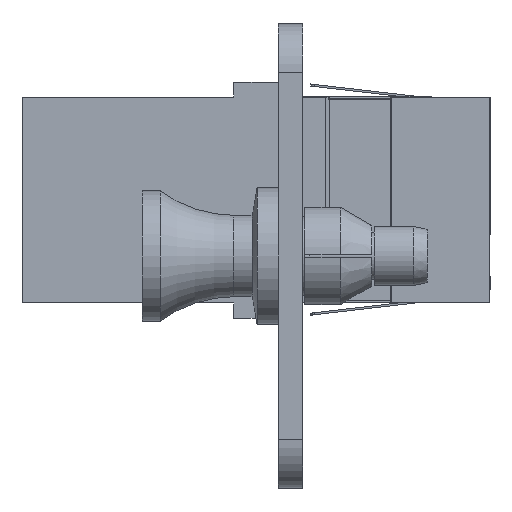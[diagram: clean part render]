
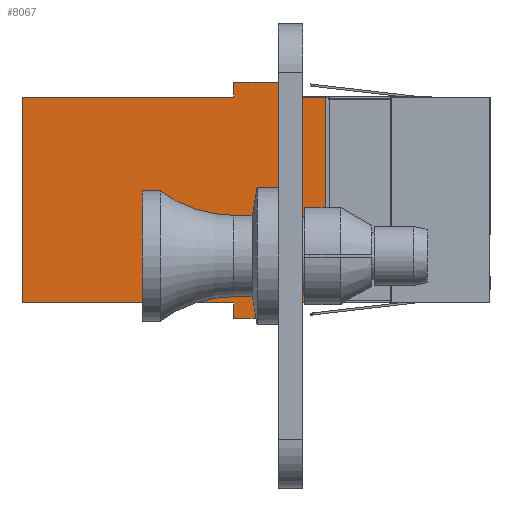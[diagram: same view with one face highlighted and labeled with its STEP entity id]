
A CAD part, left-side view. The second image highlights one B-rep face of the part: STEP entity #8067.
In plain terms, the highlighted face is planar.
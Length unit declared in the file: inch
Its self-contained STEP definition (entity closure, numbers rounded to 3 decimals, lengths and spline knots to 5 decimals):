
#11 = LINE ( 'NONE', #10986, #4622 ) ;
#224 = VECTOR ( 'NONE', #9917, 39.37008 ) ;
#234 = ORIENTED_EDGE ( 'NONE', *, *, #10464, .F. ) ;
#296 = VERTEX_POINT ( 'NONE', #6265 ) ;
#398 = CARTESIAN_POINT ( 'NONE',  ( 0.0548, -0.18307, -0.25295 ) ) ;
#402 = DIRECTION ( 'NONE',  ( -1., 0., 0. ) ) ;
#826 = VERTEX_POINT ( 'NONE', #7953 ) ;
#850 = DIRECTION ( 'NONE',  ( -1., 0., 0. ) ) ;
#856 = CARTESIAN_POINT ( 'NONE',  ( -0.1708, -0.18307, 0.24795 ) ) ;
#944 = VERTEX_POINT ( 'NONE', #6186 ) ;
#975 = VERTEX_POINT ( 'NONE', #1678 ) ;
#1082 = EDGE_CURVE ( 'NONE', #7713, #9842, #11557, .T. ) ;
#1236 = EDGE_CURVE ( 'NONE', #2130, #10921, #4638, .T. ) ;
#1401 = ORIENTED_EDGE ( 'NONE', *, *, #1082, .F. ) ;
#1643 = ORIENTED_EDGE ( 'NONE', *, *, #1236, .F. ) ;
#1678 = CARTESIAN_POINT ( 'NONE',  ( -0.0552, -0.18307, 0.29 ) ) ;
#1685 = EDGE_CURVE ( 'NONE', #10883, #9842, #3101, .T. ) ;
#1699 = VECTOR ( 'NONE', #5726, 39.37008 ) ;
#1781 = EDGE_CURVE ( 'NONE', #6105, #5715, #6420, .T. ) ;
#1923 = CARTESIAN_POINT ( 'NONE',  ( 0.0548, -0.18307, -0.25295 ) ) ;
#1925 = DIRECTION ( 'NONE',  ( 0., 0., -1. ) ) ;
#2088 = FACE_OUTER_BOUND ( 'NONE', #11750, .T. ) ;
#2130 = VERTEX_POINT ( 'NONE', #5350 ) ;
#2336 = CARTESIAN_POINT ( 'NONE',  ( 0.5748, -0.18307, -0.25295 ) ) ;
#2340 = CARTESIAN_POINT ( 'NONE',  ( 0.5748, -0.18307, 0.25295 ) ) ;
#2342 = CARTESIAN_POINT ( 'NONE',  ( 0.0548, -0.18307, -0.2887 ) ) ;
#2479 = CARTESIAN_POINT ( 'NONE',  ( 0.0548, -0.18307, 0.29 ) ) ;
#2618 = LINE ( 'NONE', #10588, #3662 ) ;
#2674 = VECTOR ( 'NONE', #402, 39.37008 ) ;
#2859 = VECTOR ( 'NONE', #4590, 39.37008 ) ;
#2900 = EDGE_CURVE ( 'NONE', #944, #975, #2618, .T. ) ;
#2945 = CARTESIAN_POINT ( 'NONE',  ( -0.1708, -0.18307, -0.2887 ) ) ;
#2949 = VERTEX_POINT ( 'NONE', #398 ) ;
#3064 = CARTESIAN_POINT ( 'NONE',  ( 0.5748, -0.18307, -0.25295 ) ) ;
#3101 = LINE ( 'NONE', #5376, #11608 ) ;
#3299 = ORIENTED_EDGE ( 'NONE', *, *, #1781, .F. ) ;
#3435 = LINE ( 'NONE', #2336, #7155 ) ;
#3516 = VECTOR ( 'NONE', #1925, 39.37008 ) ;
#3662 = VECTOR ( 'NONE', #4076, 39.37008 ) ;
#3673 = DIRECTION ( 'NONE',  ( 1., 0., 0. ) ) ;
#3749 = LINE ( 'NONE', #9023, #2859 ) ;
#3758 = DIRECTION ( 'NONE',  ( 0., 1., 0. ) ) ;
#3785 = DIRECTION ( 'NONE',  ( 0., 0., 1. ) ) ;
#3844 = LINE ( 'NONE', #3064, #2674 ) ;
#3888 = DIRECTION ( 'NONE',  ( 0., 0., 1. ) ) ;
#3897 = CARTESIAN_POINT ( 'NONE',  ( 0.5748, -0.18307, -0.25295 ) ) ;
#3924 = ORIENTED_EDGE ( 'NONE', *, *, #1685, .T. ) ;
#3971 = ORIENTED_EDGE ( 'NONE', *, *, #6452, .F. ) ;
#4076 = DIRECTION ( 'NONE',  ( 0., 0., 1. ) ) ;
#4311 = CARTESIAN_POINT ( 'NONE',  ( -0.0552, -0.18307, -0.2887 ) ) ;
#4383 = VERTEX_POINT ( 'NONE', #8982 ) ;
#4590 = DIRECTION ( 'NONE',  ( 1., 0., 0. ) ) ;
#4622 = VECTOR ( 'NONE', #3673, 39.37008 ) ;
#4625 = CARTESIAN_POINT ( 'NONE',  ( 0.5748, -0.18307, 0.25295 ) ) ;
#4638 = LINE ( 'NONE', #2945, #6219 ) ;
#4745 = CARTESIAN_POINT ( 'NONE',  ( 0.0548, -0.18307, 0.25295 ) ) ;
#5115 = CARTESIAN_POINT ( 'NONE',  ( -0.0552, -0.18307, -0.25295 ) ) ;
#5350 = CARTESIAN_POINT ( 'NONE',  ( -0.1708, -0.18307, -0.25295 ) ) ;
#5352 = DIRECTION ( 'NONE',  ( -1., 0., 0. ) ) ;
#5376 = CARTESIAN_POINT ( 'NONE',  ( 0.5748, -0.18307, 0.25295 ) ) ;
#5481 = EDGE_CURVE ( 'NONE', #5715, #296, #7374, .T. ) ;
#5715 = VERTEX_POINT ( 'NONE', #4311 ) ;
#5726 = DIRECTION ( 'NONE',  ( 0., 0., -1. ) ) ;
#5814 = EDGE_CURVE ( 'NONE', #826, #10921, #11, .T. ) ;
#6105 = VERTEX_POINT ( 'NONE', #2342 ) ;
#6186 = CARTESIAN_POINT ( 'NONE',  ( -0.0552, -0.18307, 0.25295 ) ) ;
#6219 = VECTOR ( 'NONE', #3888, 39.37008 ) ;
#6265 = CARTESIAN_POINT ( 'NONE',  ( -0.0552, -0.18307, -0.25295 ) ) ;
#6359 = ORIENTED_EDGE ( 'NONE', *, *, #7502, .T. ) ;
#6420 = LINE ( 'NONE', #9097, #11310 ) ;
#6438 = CARTESIAN_POINT ( 'NONE',  ( 0.5748, -0.18307, 0.25295 ) ) ;
#6452 = EDGE_CURVE ( 'NONE', #975, #7713, #3749, .T. ) ;
#6867 = ORIENTED_EDGE ( 'NONE', *, *, #5481, .F. ) ;
#7002 = LINE ( 'NONE', #2340, #10599 ) ;
#7006 = DIRECTION ( 'NONE',  ( 0., 0., 1. ) ) ;
#7155 = VECTOR ( 'NONE', #8125, 39.37008 ) ;
#7187 = LINE ( 'NONE', #1923, #1699 ) ;
#7301 = ORIENTED_EDGE ( 'NONE', *, *, #8232, .F. ) ;
#7374 = LINE ( 'NONE', #5115, #10680 ) ;
#7459 = PLANE ( 'NONE',  #10681 ) ;
#7502 = EDGE_CURVE ( 'NONE', #944, #4383, #11323, .T. ) ;
#7601 = ORIENTED_EDGE ( 'NONE', *, *, #2900, .F. ) ;
#7713 = VERTEX_POINT ( 'NONE', #2479 ) ;
#7734 = ORIENTED_EDGE ( 'NONE', *, *, #11635, .F. ) ;
#7953 = CARTESIAN_POINT ( 'NONE',  ( -0.1778, -0.18307, 0.24795 ) ) ;
#8067 = ADVANCED_FACE ( 'NONE', ( #2088 ), #7459, .F. ) ;
#8125 = DIRECTION ( 'NONE',  ( -1., 0., 0. ) ) ;
#8232 = EDGE_CURVE ( 'NONE', #10883, #9984, #7002, .T. ) ;
#8655 = ORIENTED_EDGE ( 'NONE', *, *, #11642, .F. ) ;
#8762 = ORIENTED_EDGE ( 'NONE', *, *, #5814, .T. ) ;
#8982 = CARTESIAN_POINT ( 'NONE',  ( -0.1778, -0.18307, 0.25295 ) ) ;
#9023 = CARTESIAN_POINT ( 'NONE',  ( -0.0552, -0.18307, 0.29 ) ) ;
#9097 = CARTESIAN_POINT ( 'NONE',  ( -0.0552, -0.18307, -0.2887 ) ) ;
#9301 = ORIENTED_EDGE ( 'NONE', *, *, #11212, .F. ) ;
#9657 = CARTESIAN_POINT ( 'NONE',  ( -0.1778, -0.18307, 0.24795 ) ) ;
#9772 = DIRECTION ( 'NONE',  ( 0., 0., -1. ) ) ;
#9842 = VERTEX_POINT ( 'NONE', #4745 ) ;
#9917 = DIRECTION ( 'NONE',  ( -1., 0., 0. ) ) ;
#9984 = VERTEX_POINT ( 'NONE', #3897 ) ;
#10236 = CARTESIAN_POINT ( 'NONE',  ( 0.0548, -0.18307, 0.25295 ) ) ;
#10464 = EDGE_CURVE ( 'NONE', #2949, #6105, #7187, .T. ) ;
#10505 = DIRECTION ( 'NONE',  ( 0., 0., 1. ) ) ;
#10588 = CARTESIAN_POINT ( 'NONE',  ( -0.0552, -0.18307, 0.25295 ) ) ;
#10599 = VECTOR ( 'NONE', #9772, 39.37008 ) ;
#10680 = VECTOR ( 'NONE', #7006, 39.37008 ) ;
#10681 = AXIS2_PLACEMENT_3D ( 'NONE', #4625, #3758, #3785 ) ;
#10742 = LINE ( 'NONE', #9657, #11452 ) ;
#10806 = CARTESIAN_POINT ( 'NONE',  ( 0.5748, -0.18307, 0.25295 ) ) ;
#10883 = VERTEX_POINT ( 'NONE', #6438 ) ;
#10921 = VERTEX_POINT ( 'NONE', #856 ) ;
#10986 = CARTESIAN_POINT ( 'NONE',  ( -0.3328, -0.18307, 0.24795 ) ) ;
#11212 = EDGE_CURVE ( 'NONE', #296, #2130, #3435, .T. ) ;
#11310 = VECTOR ( 'NONE', #850, 39.37008 ) ;
#11323 = LINE ( 'NONE', #10806, #224 ) ;
#11452 = VECTOR ( 'NONE', #10505, 39.37008 ) ;
#11557 = LINE ( 'NONE', #10236, #3516 ) ;
#11608 = VECTOR ( 'NONE', #5352, 39.37008 ) ;
#11635 = EDGE_CURVE ( 'NONE', #9984, #2949, #3844, .T. ) ;
#11642 = EDGE_CURVE ( 'NONE', #826, #4383, #10742, .T. ) ;
#11750 = EDGE_LOOP ( 'NONE', ( #8762, #1643, #9301, #6867, #3299, #234, #7734, #7301, #3924, #1401, #3971, #7601, #6359, #8655 ) ) ;
